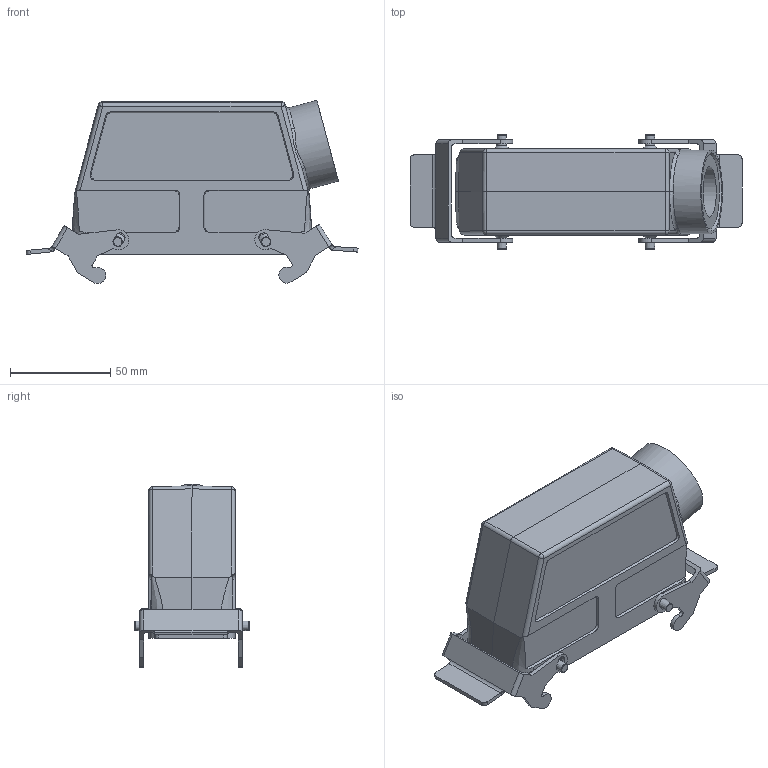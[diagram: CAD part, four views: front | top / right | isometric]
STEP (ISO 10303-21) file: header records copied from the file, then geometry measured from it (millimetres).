
FILE_DESCRIPTION((''),'2;1');
FILE_NAME('04300240566.stp','2020-07-07T15:54:51',('e.eickhoff'),(''),'Autodesk Inventor 2012','Autodesk Inventor 2012','');
FILE_SCHEMA(('AUTOMOTIVE_DESIGN { 1 0 10303 214 1 1 1 1 }'));
Length unit declared in the file: millimetre
Products named in the file (4): 04300240566; Metallbügel Quer; M25-PG29 Adapter
Assembly tree (4 placements, depth 2):
  04300240566
    04300240566
    Metallbügel Quer  x2
    M25-PG29 Adapter
Bounding box: 165.64 x 57.2 x 91.42 mm (x, y, z)
Volume: 106725 mm3; surface area: 68755.1 mm2
Topology: 4 solids, 4 shells, 419 faces, 1086 edges, 703 vertices
Faces by surface type: plane 239, cylinder 98, cone 41, bspline 36, sphere 5
Full cylindrical faces by diameter (mm): 3 x4, 25.5 x1, 32 x1, 37 x1, 37.5 x1, 41.65 x1
Entity records: 12859 total; most frequent: CARTESIAN_POINT 3875, ORIENTED_EDGE 1816, DIRECTION 1775, EDGE_CURVE 908, AXIS2_PLACEMENT_3D 599, VERTEX_POINT 598, VECTOR 577, LINE 577
